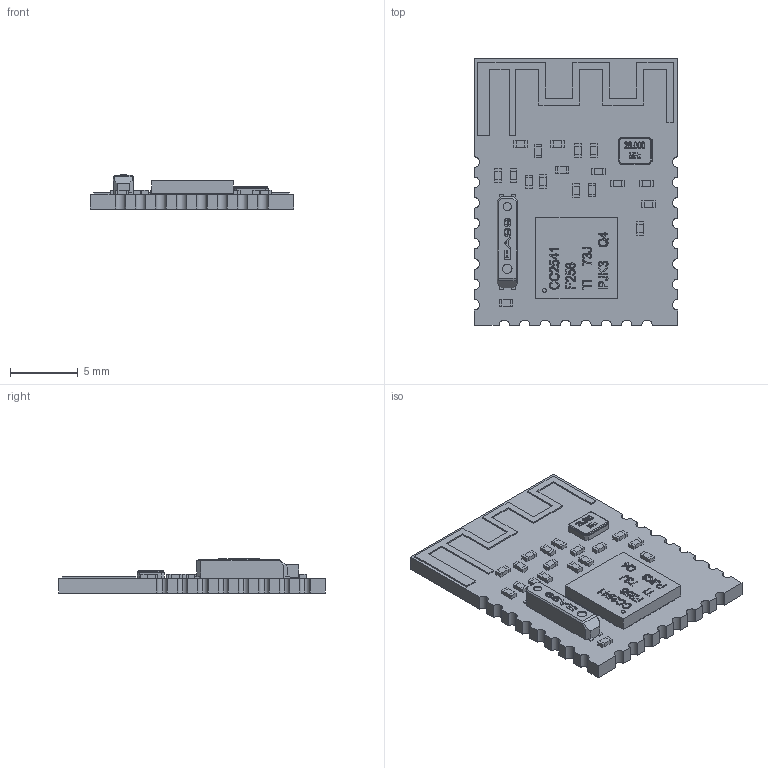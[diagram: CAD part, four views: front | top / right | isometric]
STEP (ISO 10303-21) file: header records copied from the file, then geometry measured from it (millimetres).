
FILE_DESCRIPTION(/* description */ (''),/* implementation_level */ '2;1');
FILE_NAME(/* name */ 'JDY-08.stp',/* time_stamp */ '2020-03-24T13:22:19+08:00',/* author */ (''),/* organization */ (''),/* preprocessor_version */ 'ST-DEVELOPER v15',/* originating_system */ 'SIEMENS PLM Software NX 8.5',/* authorisation */ '');
FILE_SCHEMA (('AUTOMOTIVE_DESIGN { 1 0 10303 214 3 1 1 1 }'));
Length unit declared in the file: millimetre
Products named in the file (1): JDY-08
Bounding box: 14.94 x 19.6 x 2.51 mm (x, y, z)
Volume: 369.1 mm3; surface area: 939.4 mm2
Topology: 141 solids, 141 shells, 1218 faces, 2784 edges, 1850 vertices
Faces by surface type: plane 908, extrusion 221, cylinder 85, torus 4
Full cylindrical faces by diameter (mm): 0.3 x1, 0.6 x2, 0.7 x2
Entity records: 45389 total; most frequent: CARTESIAN_POINT 10211, ORIENTED_EDGE 5568, DIRECTION 4366, EDGE_CURVE 2784, VECTOR 2022, VERTEX_POINT 1850, LINE 1801, PRESENTATION_STYLE_ASSIGNMENT 1311
